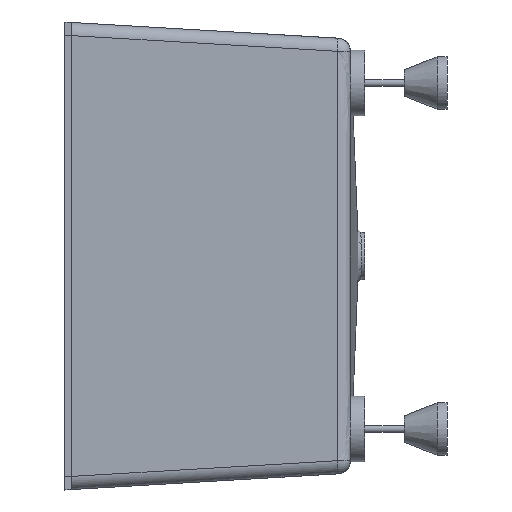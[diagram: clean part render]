
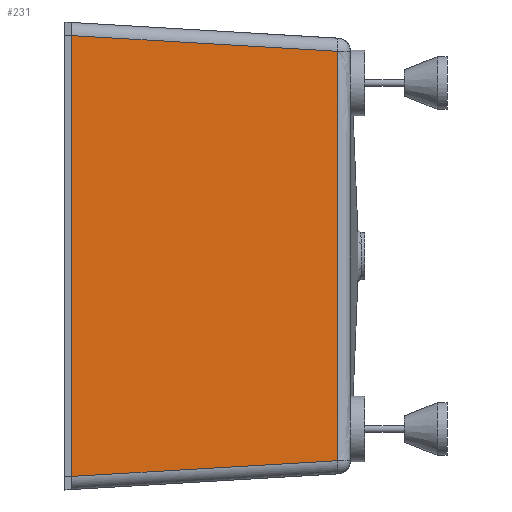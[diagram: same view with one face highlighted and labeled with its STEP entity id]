
A CAD part, left-side view. The second image highlights one B-rep face of the part: STEP entity #231.
In plain terms, the highlighted planar face has unit normal (-1, -0.012, 0).
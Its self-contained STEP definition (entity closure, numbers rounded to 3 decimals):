
#229 = ORIENTED_EDGE ( 'NONE', *, *, #8440, .T. ) ;
#231 = ADVANCED_FACE ( 'NONE', ( #4476 ), #7526, .F. ) ;
#233 = CARTESIAN_POINT ( 'NONE',  ( -565.001, 0., 334.997 ) ) ;
#581 = VERTEX_POINT ( 'NONE', #3112 ) ;
#844 = EDGE_LOOP ( 'NONE', ( #2785, #1332, #229, #7250 ) ) ;
#1332 = ORIENTED_EDGE ( 'NONE', *, *, #6963, .T. ) ;
#1514 = CARTESIAN_POINT ( 'NONE',  ( -560.113, -413.459, -310.56 ) ) ;
#2299 = EDGE_CURVE ( 'NONE', #9925, #5530, #8588, .T. ) ;
#2665 = CARTESIAN_POINT ( 'NONE',  ( -560.113, -413.459, 310.56 ) ) ;
#2677 = CARTESIAN_POINT ( 'NONE',  ( -560.113, -413.46, 205.277 ) ) ;
#2714 = CARTESIAN_POINT ( 'NONE',  ( -560.113, -413.46, 99.993 ) ) ;
#2733 = CARTESIAN_POINT ( 'NONE',  ( -560.113, -413.46, -5.291 ) ) ;
#2747 = CARTESIAN_POINT ( 'NONE',  ( -560.113, -413.46, -107.047 ) ) ;
#2785 = ORIENTED_EDGE ( 'NONE', *, *, #4627, .T. ) ;
#2893 = CARTESIAN_POINT ( 'NONE',  ( -560.113, -413.459, -310.56 ) ) ;
#3112 = CARTESIAN_POINT ( 'NONE',  ( -560.113, -413.459, 310.56 ) ) ;
#3196 = CARTESIAN_POINT ( 'NONE',  ( -560.113, -413.46, -208.804 ) ) ;
#3301 = DIRECTION ( 'NONE',  ( -0.012, 0.998, 0.059 ) ) ;
#3396 = LINE ( 'NONE', #7183, #7377 ) ;
#3500 = VERTEX_POINT ( 'NONE', #1514 ) ;
#4476 = FACE_OUTER_BOUND ( 'NONE', #844, .T. ) ;
#4627 = EDGE_CURVE ( 'NONE', #9925, #3500, #3396, .T. ) ;
#5530 = VERTEX_POINT ( 'NONE', #233 ) ;
#5640 = DIRECTION ( 'NONE',  ( 0., 0., 1. ) ) ;
#5678 = VECTOR ( 'NONE', #3301, 1000. ) ;
#5808 = CARTESIAN_POINT ( 'NONE',  ( -565.001, 0., 0. ) ) ;
#6157 = VECTOR ( 'NONE', #5640, 1000. ) ;
#6963 = EDGE_CURVE ( 'NONE', #3500, #581, #9710, .T. ) ;
#7151 = DIRECTION ( 'NONE',  ( 0.012, -0.998, 0.059 ) ) ;
#7183 = CARTESIAN_POINT ( 'NONE',  ( -560.024, -421.057, -310.111 ) ) ;
#7250 = ORIENTED_EDGE ( 'NONE', *, *, #2299, .F. ) ;
#7372 = CARTESIAN_POINT ( 'NONE',  ( -565.001, 0., -334.997 ) ) ;
#7377 = VECTOR ( 'NONE', #7151, 1000. ) ;
#7526 = PLANE ( 'NONE',  #7922 ) ;
#7595 = DIRECTION ( 'NONE',  ( -0.012, 1., 0. ) ) ;
#7922 = AXIS2_PLACEMENT_3D ( 'NONE', #9340, #8881, #7595 ) ;
#8143 = LINE ( 'NONE', #9706, #5678 ) ;
#8440 = EDGE_CURVE ( 'NONE', #581, #5530, #8143, .T. ) ;
#8588 = LINE ( 'NONE', #5808, #6157 ) ;
#8881 = DIRECTION ( 'NONE',  ( 1., 0.012, 0. ) ) ;
#9340 = CARTESIAN_POINT ( 'NONE',  ( -559.999, -423.118, -345. ) ) ;
#9706 = CARTESIAN_POINT ( 'NONE',  ( -559.543, -461.689, 307.71 ) ) ;
#9710 = B_SPLINE_CURVE_WITH_KNOTS ( 'NONE', 3,
 ( #2893, #3196, #2747, #2733, #2714, #2677, #2665 ),
 .UNSPECIFIED., .F., .F.,
 ( 4, 3, 4 ),
 ( 0., 0.305, 0.621 ),
 .UNSPECIFIED. ) ;
#9925 = VERTEX_POINT ( 'NONE', #7372 ) ;
